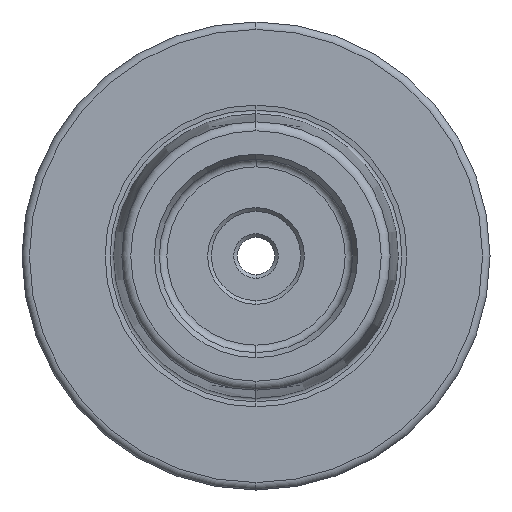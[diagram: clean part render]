
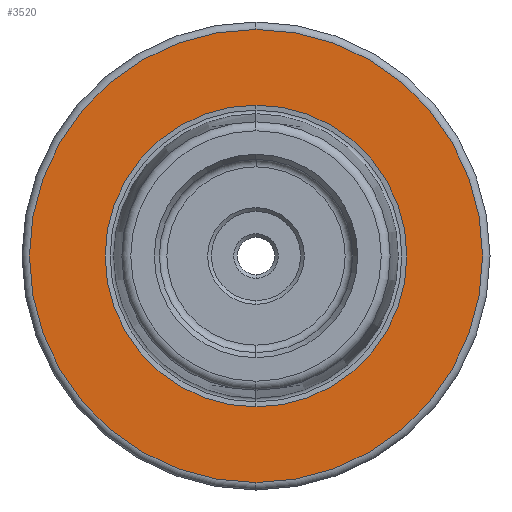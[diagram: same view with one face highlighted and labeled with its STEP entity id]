
A CAD part, left-side view. The second image highlights one B-rep face of the part: STEP entity #3520.
In plain terms, the highlighted planar face has unit normal (-1, 0, 0).
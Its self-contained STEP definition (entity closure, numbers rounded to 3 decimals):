
#524 = ORIENTED_EDGE ( 'NONE', *, *, #4029, .T. ) ;
#2990 = AXIS2_PLACEMENT_3D ( 'NONE', #16424, #16428, #16398 ) ;
#3138 = AXIS2_PLACEMENT_3D ( 'NONE', #19251, #19254, #19247 ) ;
#3520 = ADVANCED_FACE ( 'NONE', ( #17567, #17598 ), #19278, .T. ) ;
#4002 = EDGE_CURVE ( 'NONE', #15091, #15079, #17906, .T. ) ;
#4029 = EDGE_CURVE ( 'NONE', #15199, #15185, #17885, .T. ) ;
#4050 = EDGE_CURVE ( 'NONE', #15185, #15199, #17894, .T. ) ;
#4130 = EDGE_LOOP ( 'NONE', ( #14657, #524 ) ) ;
#4131 = EDGE_LOOP ( 'NONE', ( #14701, #14671 ) ) ;
#4212 = AXIS2_PLACEMENT_3D ( 'NONE', #15497, #15492, #15498 ) ;
#4250 = AXIS2_PLACEMENT_3D ( 'NONE', #11007, #10983, #10984 ) ;
#4253 = AXIS2_PLACEMENT_3D ( 'NONE', #15571, #15609, #15589 ) ;
#10983 = DIRECTION ( 'NONE',  ( -1., 0., 0. ) ) ;
#10984 = DIRECTION ( 'NONE',  ( 0., 0., 1. ) ) ;
#11007 = CARTESIAN_POINT ( 'NONE',  ( 0., 0., 0. ) ) ;
#11763 = EDGE_CURVE ( 'NONE', #15079, #15091, #17985, .T. ) ;
#13958 = CARTESIAN_POINT ( 'NONE',  ( 0., 0., 30.5 ) ) ;
#14028 = CARTESIAN_POINT ( 'NONE',  ( 0., 0., -30.5 ) ) ;
#14061 = CARTESIAN_POINT ( 'NONE',  ( 0., 0., -20.308 ) ) ;
#14112 = CARTESIAN_POINT ( 'NONE',  ( 0., 0., 20.308 ) ) ;
#14657 = ORIENTED_EDGE ( 'NONE', *, *, #4050, .T. ) ;
#14671 = ORIENTED_EDGE ( 'NONE', *, *, #4002, .T. ) ;
#14701 = ORIENTED_EDGE ( 'NONE', *, *, #11763, .T. ) ;
#15079 = VERTEX_POINT ( 'NONE', #13958 ) ;
#15091 = VERTEX_POINT ( 'NONE', #14028 ) ;
#15185 = VERTEX_POINT ( 'NONE', #14112 ) ;
#15199 = VERTEX_POINT ( 'NONE', #14061 ) ;
#15492 = DIRECTION ( 'NONE',  ( 1., 0., 0. ) ) ;
#15497 = CARTESIAN_POINT ( 'NONE',  ( 0., 0., 0. ) ) ;
#15498 = DIRECTION ( 'NONE',  ( 0., 0., -1. ) ) ;
#15571 = CARTESIAN_POINT ( 'NONE',  ( 0., 0., 0. ) ) ;
#15589 = DIRECTION ( 'NONE',  ( 0., 0., -1. ) ) ;
#15609 = DIRECTION ( 'NONE',  ( 1., 0., 0. ) ) ;
#16398 = DIRECTION ( 'NONE',  ( 0., 0., 1. ) ) ;
#16424 = CARTESIAN_POINT ( 'NONE',  ( 0., 0., 0. ) ) ;
#16428 = DIRECTION ( 'NONE',  ( -1., 0., 0. ) ) ;
#17567 = FACE_OUTER_BOUND ( 'NONE', #4131, .T. ) ;
#17598 = FACE_BOUND ( 'NONE', #4130, .T. ) ;
#17885 = CIRCLE ( 'NONE', #4212, 20.308 ) ;
#17894 = CIRCLE ( 'NONE', #4253, 20.308 ) ;
#17906 = CIRCLE ( 'NONE', #2990, 30.5 ) ;
#17985 = CIRCLE ( 'NONE', #4250, 30.5 ) ;
#19247 = DIRECTION ( 'NONE',  ( 0., 0., 1. ) ) ;
#19251 = CARTESIAN_POINT ( 'NONE',  ( 0., 20.308, 0. ) ) ;
#19254 = DIRECTION ( 'NONE',  ( -1., 0., 0. ) ) ;
#19278 = PLANE ( 'NONE',  #3138 ) ;
